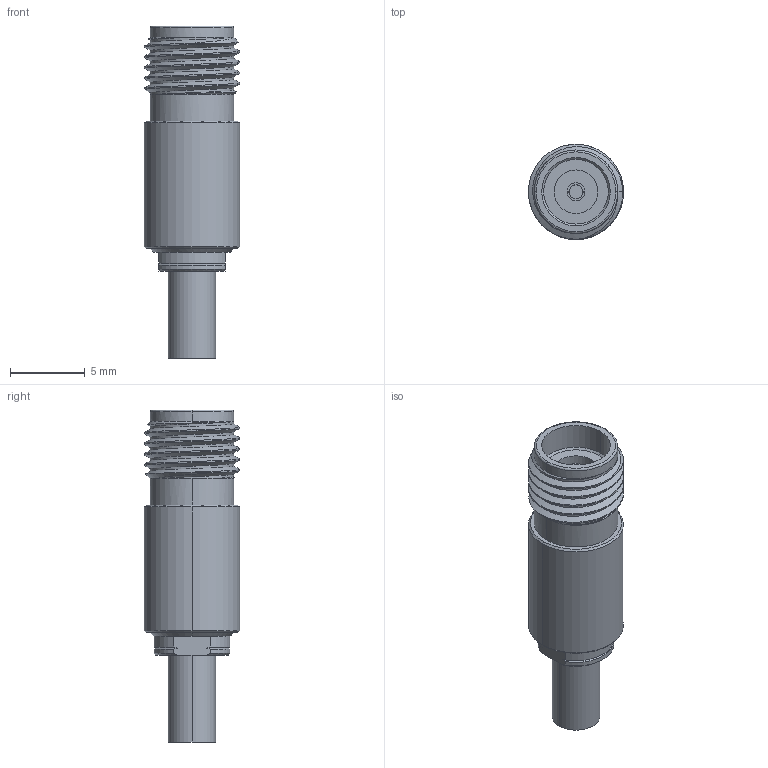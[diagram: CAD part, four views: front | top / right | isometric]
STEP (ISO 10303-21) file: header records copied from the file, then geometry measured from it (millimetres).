
FILE_DESCRIPTION (( 'STEP AP203' ), '1' );
FILE_NAME ('PE91127-SM8925.step', '2018-10-08T17:16:29', ( '' ), ( '' ), 'SwSTEP 2.0', 'SolidWorks 2017', '' );
FILE_SCHEMA (( 'CONFIG_CONTROL_DESIGN' ));
Length unit declared in the file: inch
Products named in the file (1): PE91127-SM8925
Bounding box: 6.35 x 6.35 x 22.17 mm (x, y, z)
Volume: 450.9 mm3; surface area: 611.8 mm2
Topology: 2 solids, 2 shells, 105 faces, 242 edges, 151 vertices
Faces by surface type: cylinder 48, plane 26, cone 24, torus 4, bspline 3
Entity records: 4131 total; most frequent: CARTESIAN_POINT 1709, DIRECTION 503, ORIENTED_EDGE 484, EDGE_CURVE 242, AXIS2_PLACEMENT_3D 208, VERTEX_POINT 151, EDGE_LOOP 117, ADVANCED_FACE 105
